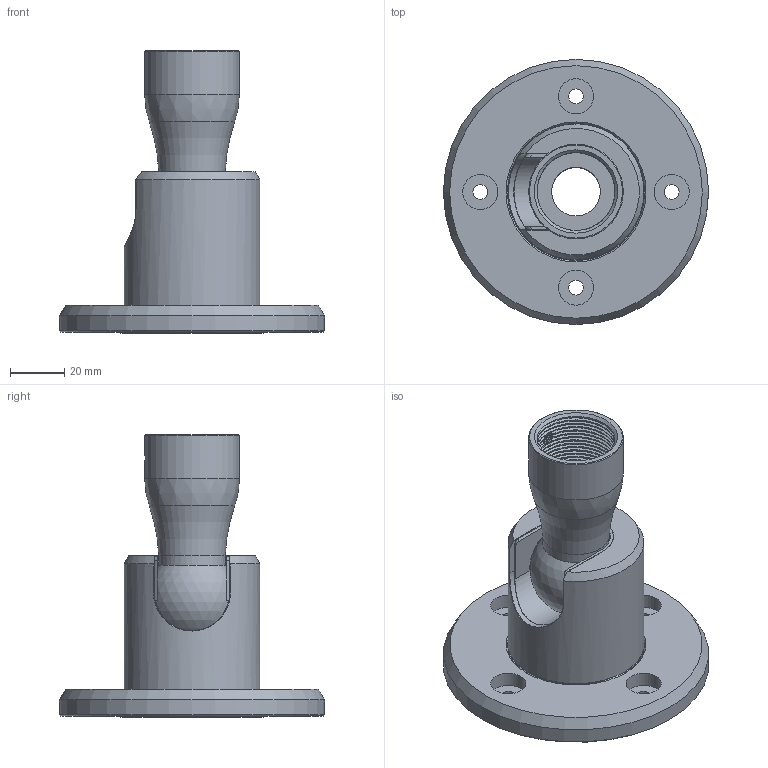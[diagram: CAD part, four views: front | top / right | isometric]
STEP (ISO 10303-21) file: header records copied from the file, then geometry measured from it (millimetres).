
FILE_DESCRIPTION(/* description */ (''),/* implementation_level */ '2;1');
FILE_NAME(/* name */ 'SBT-FMF.stp',/* time_stamp */ '2025-10-02T11:48:50+02:00',/* author */ ('sa'),/* organization */ ('di-soric GmbH & Co. KG'),/* preprocessor_version */ 'ST-DEVELOPER v20',/* originating_system */ 'Autodesk Inventor 2025',/* authorisation */ '');
FILE_SCHEMA (('AUTOMOTIVE_DESIGN { 1 0 10303 214 3 1 1 }'));
Products named in the file (1): SBT-FMF Ableitung
Bounding box: 98 x 98 x 104.5 mm (x, y, z)
Volume: 137634 mm3; surface area: 61512.3 mm2
Topology: 1 solids, 9 shells, 275 faces, 733 edges, 481 vertices
Faces by surface type: cylinder 139, plane 68, bspline 35, cone 21, torus 10, sphere 2
Full cylindrical faces by diameter (mm): 2.8 x6, 3.2 x2, 4.2 x2, 4.5 x2, 5 x2, 5.5 x6, 13 x4, 18 x3, 20 x1, 21 x5, 22 x5, 28.8 x12, 29 x1, 29.082 x1, 30.3 x9, 34 x1, 35 x1, 46 x7, 47.5 x7, 48 x2, 50.25 x1, 50.75 x1, 53.5 x2, 98 x1
Entity records: 47670 total; most frequent: CARTESIAN_POINT 40930, ORIENTED_EDGE 1462, DIRECTION 1155, EDGE_CURVE 731, VERTEX_POINT 481, AXIS2_PLACEMENT_3D 470, EDGE_LOOP 310, B_SPLINE_CURVE_WITH_KNOTS 285
